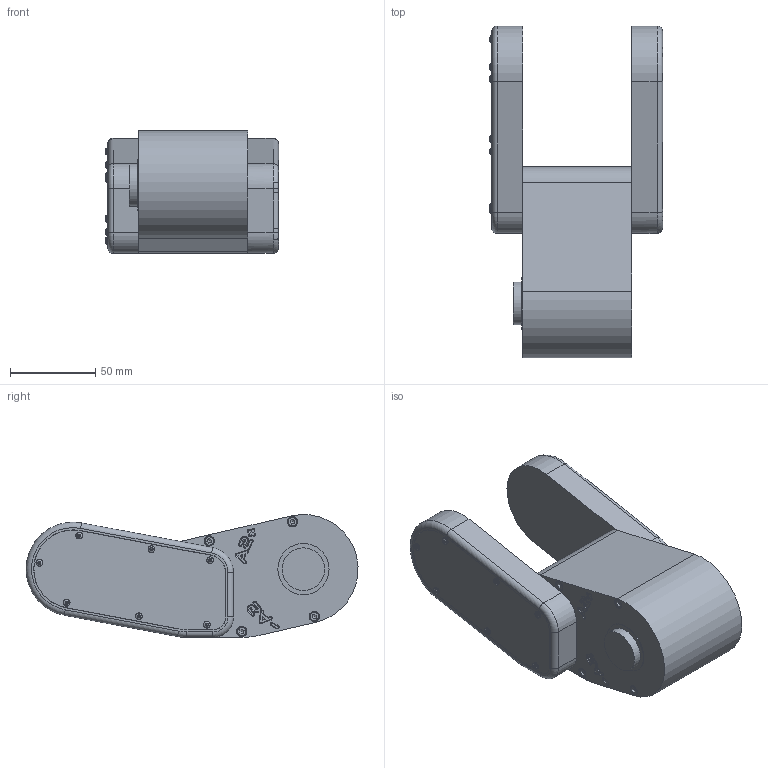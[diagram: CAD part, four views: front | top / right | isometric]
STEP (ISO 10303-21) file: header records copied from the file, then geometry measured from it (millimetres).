
FILE_DESCRIPTION(/* description */ (''),/* implementation_level */ '2;1');
FILE_NAME(/* name */ 'Link 2.stp',/* time_stamp */ '2024-07-16T15:21:41-04:00',/* author */ ('cbernier'),/* organization */ (''),/* preprocessor_version */ 'ST-DEVELOPER v20',/* originating_system */ 'Autodesk Inventor 2024',/* authorisation */ '');
FILE_SCHEMA (('AUTOMOTIVE_DESIGN { 1 0 10303 214 3 1 1 }'));
Length unit declared in the file: inch
Products named in the file (1): Link 2
Bounding box: 101.38 x 194.45 x 71.96 mm (x, y, z)
Volume: 639409.9 mm3; surface area: 69995.9 mm2
Topology: 1 solids, 26 shells, 1054 faces, 2489 edges, 1489 vertices
Faces by surface type: plane 407, cylinder 296, bspline 264, torus 45, cone 35, sphere 7
Full cylindrical faces by diameter (mm): 1.75 x7, 1.84 x7, 2 x7, 2.5 x7, 3 x10, 3.2 x10, 4 x11, 4.6 x8, 5.5 x10, 6 x10, 7 x4, 7.5 x4, 25 x1, 30 x1, 32 x1
Entity records: 37256 total; most frequent: CARTESIAN_POINT 14028, ORIENTED_EDGE 4936, DIRECTION 3849, EDGE_CURVE 2468, VERTEX_POINT 1489, AXIS2_PLACEMENT_3D 1334, LINE 1181, VECTOR 1181
